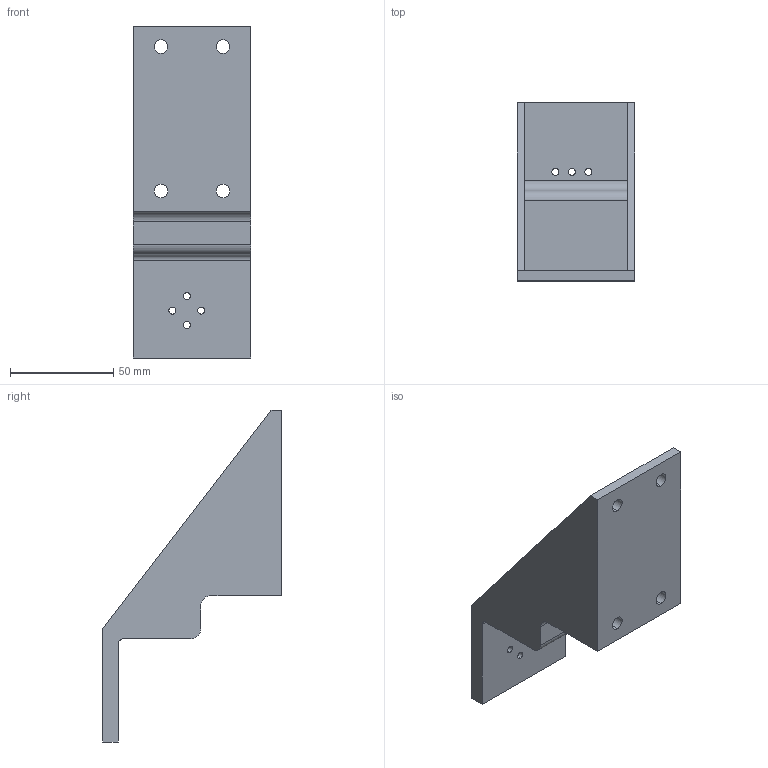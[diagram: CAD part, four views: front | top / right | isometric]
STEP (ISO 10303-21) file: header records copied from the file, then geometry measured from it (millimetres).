
FILE_DESCRIPTION (( 'STEP AP203' ), '1' );
FILE_NAME ('Claw Mount.STEP', '2025-04-05T17:45:53', ( '' ), ( '' ), 'SwSTEP 2.0', 'SolidWorks 2024', '' );
FILE_SCHEMA (( 'CONFIG_CONTROL_DESIGN' ));
Length unit declared in the file: centimetre
Products named in the file (1): Claw Mount
Bounding box: 57 x 86.6 x 161 mm (x, y, z)
Volume: 99775.5 mm3; surface area: 44517.2 mm2
Topology: 1 solids, 1 shells, 45 faces, 125 edges, 82 vertices
Faces by surface type: cylinder 27, plane 18
Entity records: 1582 total; most frequent: DIRECTION 271, CARTESIAN_POINT 253, ORIENTED_EDGE 250, EDGE_CURVE 125, AXIS2_PLACEMENT_3D 100, VERTEX_POINT 82, VECTOR 71, LINE 71
